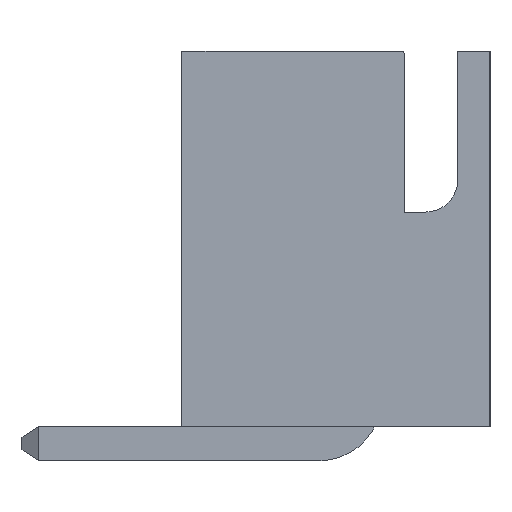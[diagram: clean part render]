
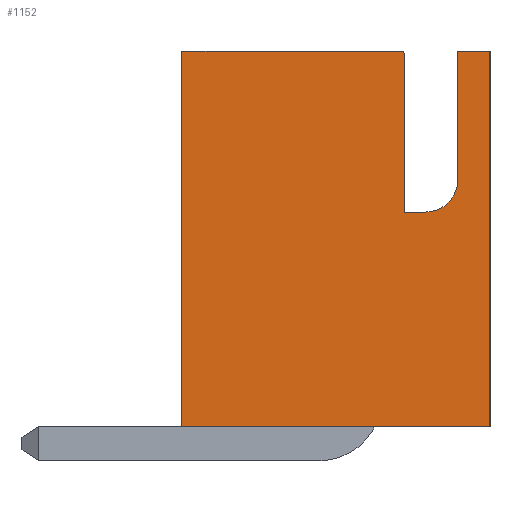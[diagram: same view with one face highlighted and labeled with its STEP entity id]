
A CAD part, left-side view. The second image highlights one B-rep face of the part: STEP entity #1152.
In plain terms, the highlighted planar face has unit normal (-1, 0, 0).
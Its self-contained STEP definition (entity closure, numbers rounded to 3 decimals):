
#62 = VERTEX_POINT('',#63);
#63 = CARTESIAN_POINT('',(-21.25,-2.875,0.));
#69 = EDGE_CURVE('',#62,#70,#72,.T.);
#70 = VERTEX_POINT('',#71);
#71 = CARTESIAN_POINT('',(-21.25,-2.875,7.));
#72 = LINE('',#73,#74);
#73 = CARTESIAN_POINT('',(-21.25,-2.875,0.));
#74 = VECTOR('',#75,1.);
#75 = DIRECTION('',(0.,0.,1.));
#1102 = VERTEX_POINT('',#1103);
#1103 = CARTESIAN_POINT('',(-21.25,2.875,0.));
#1109 = EDGE_CURVE('',#1102,#62,#1110,.T.);
#1110 = LINE('',#1111,#1112);
#1111 = CARTESIAN_POINT('',(-21.25,2.875,0.));
#1112 = VECTOR('',#1113,1.);
#1113 = DIRECTION('',(0.,-1.,0.));
#1152 = ADVANCED_FACE('',(#1153),#1221,.F.);
#1153 = FACE_BOUND('',#1154,.F.);
#1154 = EDGE_LOOP('',(#1155,#1165,#1173,#1182,#1190,#1196,#1197,#1198,
    #1206,#1214));
#1155 = ORIENTED_EDGE('',*,*,#1156,.F.);
#1156 = EDGE_CURVE('',#1157,#1159,#1161,.T.);
#1157 = VERTEX_POINT('',#1158);
#1158 = CARTESIAN_POINT('',(-21.25,-1.275,4.));
#1159 = VERTEX_POINT('',#1160);
#1160 = CARTESIAN_POINT('',(-21.25,-1.275,6.95));
#1161 = LINE('',#1162,#1163);
#1162 = CARTESIAN_POINT('',(-21.25,-1.275,2.));
#1163 = VECTOR('',#1164,1.);
#1164 = DIRECTION('',(0.,0.,1.));
#1165 = ORIENTED_EDGE('',*,*,#1166,.F.);
#1166 = EDGE_CURVE('',#1167,#1157,#1169,.T.);
#1167 = VERTEX_POINT('',#1168);
#1168 = CARTESIAN_POINT('',(-21.25,-1.675,4.));
#1169 = LINE('',#1170,#1171);
#1170 = CARTESIAN_POINT('',(-21.25,0.6,4.));
#1171 = VECTOR('',#1172,1.);
#1172 = DIRECTION('',(0.,1.,0.));
#1173 = ORIENTED_EDGE('',*,*,#1174,.F.);
#1174 = EDGE_CURVE('',#1175,#1167,#1177,.T.);
#1175 = VERTEX_POINT('',#1176);
#1176 = CARTESIAN_POINT('',(-21.25,-2.275,4.6));
#1177 = CIRCLE('',#1178,0.6);
#1178 = AXIS2_PLACEMENT_3D('',#1179,#1180,#1181);
#1179 = CARTESIAN_POINT('',(-21.25,-1.675,4.6));
#1180 = DIRECTION('',(1.,0.,0.));
#1181 = DIRECTION('',(0.,1.,0.));
#1182 = ORIENTED_EDGE('',*,*,#1183,.F.);
#1183 = EDGE_CURVE('',#1184,#1175,#1186,.T.);
#1184 = VERTEX_POINT('',#1185);
#1185 = CARTESIAN_POINT('',(-21.25,-2.275,7.));
#1186 = LINE('',#1187,#1188);
#1187 = CARTESIAN_POINT('',(-21.25,-2.275,3.5));
#1188 = VECTOR('',#1189,1.);
#1189 = DIRECTION('',(0.,0.,-1.));
#1190 = ORIENTED_EDGE('',*,*,#1191,.T.);
#1191 = EDGE_CURVE('',#1184,#70,#1192,.T.);
#1192 = LINE('',#1193,#1194);
#1193 = CARTESIAN_POINT('',(-21.25,2.875,7.));
#1194 = VECTOR('',#1195,1.);
#1195 = DIRECTION('',(0.,-1.,0.));
#1196 = ORIENTED_EDGE('',*,*,#69,.F.);
#1197 = ORIENTED_EDGE('',*,*,#1109,.F.);
#1198 = ORIENTED_EDGE('',*,*,#1199,.T.);
#1199 = EDGE_CURVE('',#1102,#1200,#1202,.T.);
#1200 = VERTEX_POINT('',#1201);
#1201 = CARTESIAN_POINT('',(-21.25,2.875,7.));
#1202 = LINE('',#1203,#1204);
#1203 = CARTESIAN_POINT('',(-21.25,2.875,0.));
#1204 = VECTOR('',#1205,1.);
#1205 = DIRECTION('',(0.,0.,1.));
#1206 = ORIENTED_EDGE('',*,*,#1207,.T.);
#1207 = EDGE_CURVE('',#1200,#1208,#1210,.T.);
#1208 = VERTEX_POINT('',#1209);
#1209 = CARTESIAN_POINT('',(-21.25,-1.225,7.));
#1210 = LINE('',#1211,#1212);
#1211 = CARTESIAN_POINT('',(-21.25,2.875,7.));
#1212 = VECTOR('',#1213,1.);
#1213 = DIRECTION('',(0.,-1.,0.));
#1214 = ORIENTED_EDGE('',*,*,#1215,.T.);
#1215 = EDGE_CURVE('',#1208,#1159,#1216,.T.);
#1216 = CIRCLE('',#1217,0.05);
#1217 = AXIS2_PLACEMENT_3D('',#1218,#1219,#1220);
#1218 = CARTESIAN_POINT('',(-21.25,-1.225,6.95));
#1219 = DIRECTION('',(1.,-0.,0.));
#1220 = DIRECTION('',(0.,0.,-1.));
#1221 = PLANE('',#1222);
#1222 = AXIS2_PLACEMENT_3D('',#1223,#1224,#1225);
#1223 = CARTESIAN_POINT('',(-21.25,2.875,0.));
#1224 = DIRECTION('',(1.,0.,0.));
#1225 = DIRECTION('',(0.,-1.,0.));
